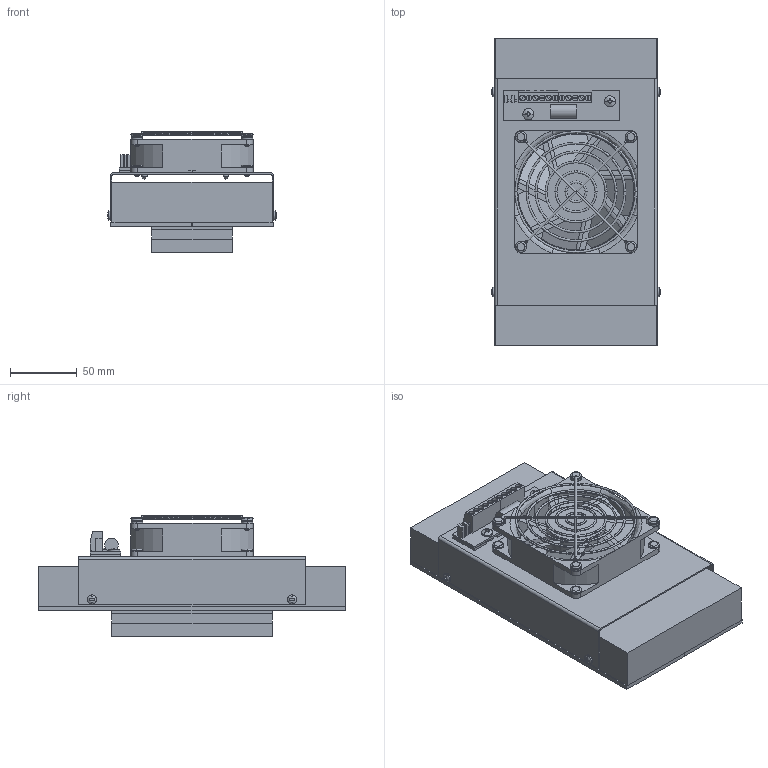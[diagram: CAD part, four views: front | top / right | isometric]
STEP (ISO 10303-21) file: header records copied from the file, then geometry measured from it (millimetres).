
FILE_DESCRIPTION (( 'STEP AP214' ), '1' );
FILE_NAME ('錨璃27.STEP', '2018-11-19T06:20:52', ( '' ), ( '' ), 'SwSTEP 2.0', 'SolidWorks 2016', '' );
FILE_SCHEMA (( 'AUTOMOTIVE_DESIGN' ));
Length unit declared in the file: millimetre
Products named in the file (1): 錨璃27
Bounding box: 126.62 x 230 x 90.64 mm (x, y, z)
Surface area: 186255.4 mm2 (no closed solid volume)
Topology: 0 solids, 12 shells, 756 faces, 2106 edges, 1397 vertices
Faces by surface type: plane 422, cylinder 194, bspline 112, cone 20, torus 8
Entity records: 29017 total; most frequent: CARTESIAN_POINT 7387, ORIENTED_EDGE 3930, DIRECTION 3652, EDGE_CURVE 2102, VERTEX_POINT 1397, AXIS2_PLACEMENT_3D 1226, LINE 1200, VECTOR 1200
